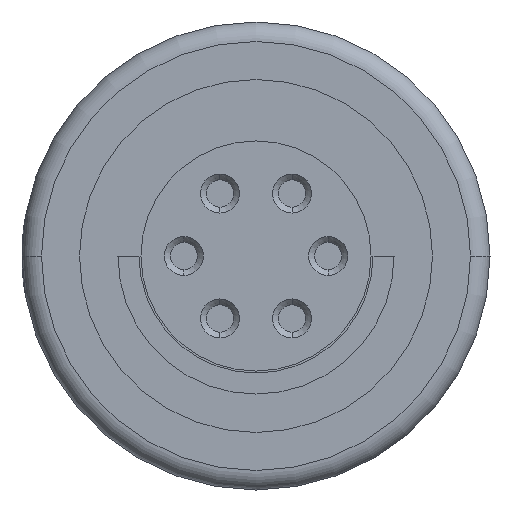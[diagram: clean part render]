
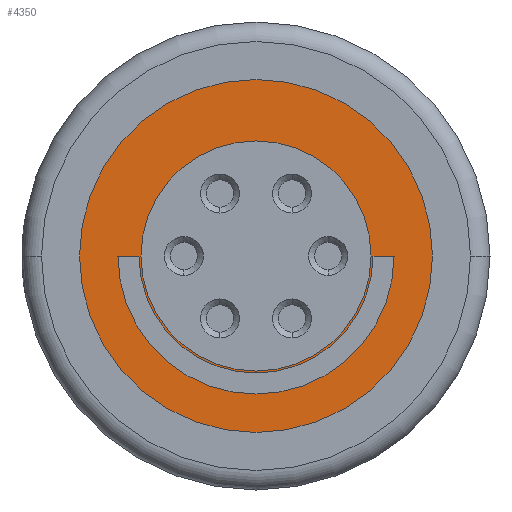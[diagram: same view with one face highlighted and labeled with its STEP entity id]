
A CAD part, left-side view. The second image highlights one B-rep face of the part: STEP entity #4350.
In plain terms, the highlighted planar face has unit normal (-1, 0, 0).
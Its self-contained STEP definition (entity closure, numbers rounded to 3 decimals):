
#1149=CARTESIAN_POINT('',(0.,0.,0.));
#1150=DIRECTION('',(-1.,0.,0.));
#1151=DIRECTION('',(0.,1.,0.));
#1152=AXIS2_PLACEMENT_3D('',#1149,#1150,#1151);
#1157=CARTESIAN_POINT('',(0.,0.,0.));
#1158=DIRECTION('',(1.,0.,0.));
#1159=DIRECTION('',(0.,1.,0.));
#1160=AXIS2_PLACEMENT_3D('',#1157,#1158,#1159);
#1165=DIRECTION('',(0.,1.,0.));
#1166=VECTOR('',#1165,0.54);
#1167=CARTESIAN_POINT('',(0.,-3.54,0.));
#1168=LINE('',#1167,#1166);
#1172=CARTESIAN_POINT('',(0.,0.,0.));
#1173=DIRECTION('',(-1.,0.,0.));
#1174=DIRECTION('',(0.,1.,0.));
#1175=AXIS2_PLACEMENT_3D('',#1172,#1173,#1174);
#1180=DIRECTION('',(0.,1.,0.));
#1181=VECTOR('',#1180,0.54);
#1182=CARTESIAN_POINT('',(0.,3.,0.));
#1183=LINE('',#1182,#1181);
#1187=CARTESIAN_POINT('',(0.,0.,0.));
#1188=DIRECTION('',(-1.,0.,0.));
#1189=DIRECTION('',(0.,1.,0.));
#1190=AXIS2_PLACEMENT_3D('',#1187,#1188,#1189);
#1195=CARTESIAN_POINT('',(0.,0.,0.));
#1196=DIRECTION('',(1.,0.,0.));
#1197=DIRECTION('',(0.,0.,-1.));
#1198=AXIS2_PLACEMENT_3D('',#1195,#1196,#1197);
#1203=CARTESIAN_POINT('',(0.,0.,0.));
#1204=DIRECTION('',(1.,0.,0.));
#1205=DIRECTION('',(0.,0.,1.));
#1206=AXIS2_PLACEMENT_3D('',#1203,#1204,#1205);
#2897=CARTESIAN_POINT('',(0.,0.,-2.95));
#2898=VERTEX_POINT('',#2897);
#2899=CARTESIAN_POINT('',(0.,0.,2.95));
#2900=VERTEX_POINT('',#2899);
#3134=CARTESIAN_POINT('',(0.,4.525,0.));
#3136=VERTEX_POINT('',#3134);
#3138=CARTESIAN_POINT('',(0.,-4.525,0.));
#3140=VERTEX_POINT('',#3138);
#3261=CARTESIAN_POINT('',(0.,-3.54,0.));
#3262=VERTEX_POINT('',#3261);
#3263=CARTESIAN_POINT('',(0.,-3.,0.));
#3264=VERTEX_POINT('',#3263);
#3265=CARTESIAN_POINT('',(0.,3.,0.));
#3266=VERTEX_POINT('',#3265);
#3267=CARTESIAN_POINT('',(0.,3.54,0.));
#3268=VERTEX_POINT('',#3267);
#4325=CARTESIAN_POINT('',(0.,0.,0.));
#4326=DIRECTION('',(1.,0.,0.));
#4327=DIRECTION('',(0.,0.,-1.));
#4328=AXIS2_PLACEMENT_3D('',#4325,#4326,#4327);
#4329=PLANE('',#4328);
#4330=ORIENTED_EDGE('',*,*,#4318,.F.);
#4331=ORIENTED_EDGE('',*,*,#4307,.T.);
#4332=EDGE_LOOP('',(#4330,#4331));
#4333=FACE_OUTER_BOUND('',#4332,.F.);
#4335=ORIENTED_EDGE('',*,*,#4334,.T.);
#4337=ORIENTED_EDGE('',*,*,#4336,.F.);
#4339=ORIENTED_EDGE('',*,*,#4338,.T.);
#4341=ORIENTED_EDGE('',*,*,#4340,.T.);
#4342=EDGE_LOOP('',(#4335,#4337,#4339,#4341));
#4343=FACE_BOUND('',#4342,.F.);
#4345=ORIENTED_EDGE('',*,*,#4344,.F.);
#4347=ORIENTED_EDGE('',*,*,#4346,.F.);
#4348=EDGE_LOOP('',(#4345,#4347));
#4349=FACE_BOUND('',#4348,.F.);
#1153=CIRCLE('',#1152,4.525);
#1161=CIRCLE('',#1160,4.525);
#1176=CIRCLE('',#1175,3.);
#1191=CIRCLE('',#1190,3.54);
#1199=CIRCLE('',#1198,2.95);
#1207=CIRCLE('',#1206,2.95);
#4307=EDGE_CURVE('',#3136,#3140,#1161,.T.);
#4318=EDGE_CURVE('',#3136,#3140,#1153,.T.);
#4334=EDGE_CURVE('',#3262,#3264,#1168,.T.);
#4336=EDGE_CURVE('',#3266,#3264,#1176,.T.);
#4338=EDGE_CURVE('',#3266,#3268,#1183,.T.);
#4340=EDGE_CURVE('',#3268,#3262,#1191,.T.);
#4344=EDGE_CURVE('',#2898,#2900,#1199,.T.);
#4346=EDGE_CURVE('',#2900,#2898,#1207,.T.);
#4350=ADVANCED_FACE('',(#4333,#4343,#4349),#4329,.F.);
